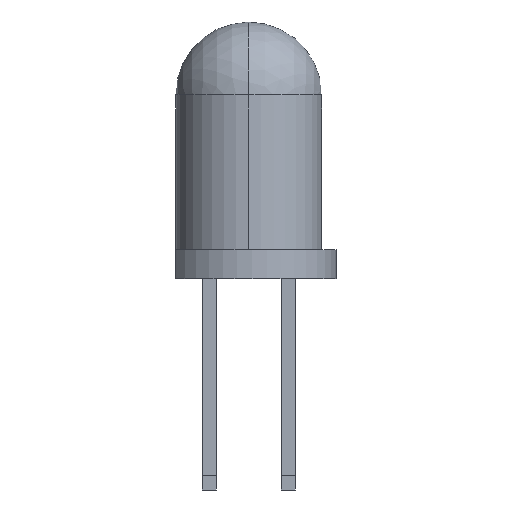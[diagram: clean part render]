
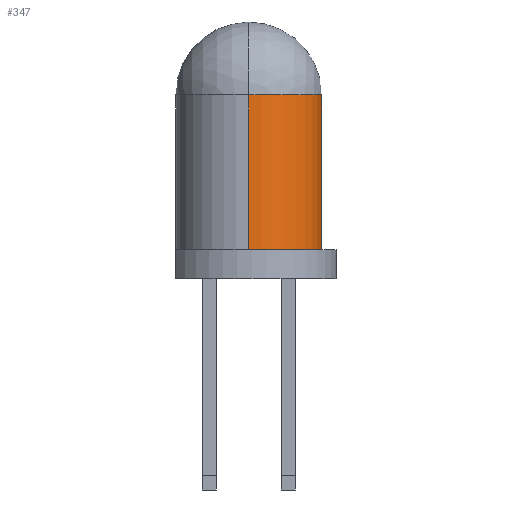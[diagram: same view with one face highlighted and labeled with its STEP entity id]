
A CAD part, front view. The second image highlights one B-rep face of the part: STEP entity #347.
In plain terms, the highlighted cylindrical face has radius 2.5 mm (diameter 5 mm), a partial arc.
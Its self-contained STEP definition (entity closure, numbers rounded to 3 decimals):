
#347 = ADVANCED_FACE('',(#348),#363,.T.);
#348 = FACE_BOUND('',#349,.T.);
#349 = EDGE_LOOP('',(#350,#408,#436,#465,#488));
#350 = ORIENTED_EDGE('',*,*,#351,.T.);
#351 = EDGE_CURVE('',#352,#354,#356,.T.);
#352 = VERTEX_POINT('',#353);
#353 = CARTESIAN_POINT('',(2.5,0.,6.3));
#354 = VERTEX_POINT('',#355);
#355 = CARTESIAN_POINT('',(0.,-2.5,6.3));
#356 = SURFACE_CURVE('',#357,(#362,#374),.PCURVE_S1.);
#357 = CIRCLE('',#358,2.5);
#358 = AXIS2_PLACEMENT_3D('',#359,#360,#361);
#359 = CARTESIAN_POINT('',(0.,0.,6.3));
#360 = DIRECTION('',(0.,0.,-1.));
#361 = DIRECTION('',(0.,1.,0.));
#362 = PCURVE('',#363,#368);
#363 = CYLINDRICAL_SURFACE('',#364,2.5);
#364 = AXIS2_PLACEMENT_3D('',#365,#366,#367);
#365 = CARTESIAN_POINT('',(0.,0.,1.));
#366 = DIRECTION('',(0.,0.,-1.));
#367 = DIRECTION('',(0.,1.,0.));
#368 = DEFINITIONAL_REPRESENTATION('',(#369),#373);
#369 = LINE('',#370,#371);
#370 = CARTESIAN_POINT('',(0.,-5.3));
#371 = VECTOR('',#372,1.);
#372 = DIRECTION('',(1.,0.));
#373 = ( GEOMETRIC_REPRESENTATION_CONTEXT(2) 
PARAMETRIC_REPRESENTATION_CONTEXT() REPRESENTATION_CONTEXT('2D SPACE',''
  ) );
#374 = PCURVE('',#375,#380);
#375 = SPHERICAL_SURFACE('',#376,2.5);
#376 = AXIS2_PLACEMENT_3D('',#377,#378,#379);
#377 = CARTESIAN_POINT('',(0.,0.,6.3));
#378 = DIRECTION('',(1.,0.,0.));
#379 = DIRECTION('',(0.,1.,0.));
#380 = DEFINITIONAL_REPRESENTATION('',(#381),#407);
#381 = B_SPLINE_CURVE_WITH_KNOTS('',3,(#382,#383,#384,#385,#386,#387,
    #388,#389,#390,#391,#392,#393,#394,#395,#396,#397,#398,#399,#400,
    #401,#402,#403,#404,#405,#406),.UNSPECIFIED.,.F.,.F.,(4,1,1,1,1,1,1,
    1,1,1,1,1,1,1,1,1,1,1,1,1,1,1,4),(1.571,1.642,
    1.714,1.785,1.856,1.928,
    1.999,2.071,2.142,2.213,
    2.285,2.356,2.428,2.499,
    2.57,2.642,2.713,2.785,
    2.856,2.927,2.999,3.07,
    3.142),.QUASI_UNIFORM_KNOTS.);
#382 = CARTESIAN_POINT('',(3.142,1.571));
#383 = CARTESIAN_POINT('',(3.142,1.547));
#384 = CARTESIAN_POINT('',(3.142,1.499));
#385 = CARTESIAN_POINT('',(3.142,1.428));
#386 = CARTESIAN_POINT('',(3.142,1.357));
#387 = CARTESIAN_POINT('',(3.142,1.285));
#388 = CARTESIAN_POINT('',(3.142,1.214));
#389 = CARTESIAN_POINT('',(3.142,1.142));
#390 = CARTESIAN_POINT('',(3.142,1.071));
#391 = CARTESIAN_POINT('',(3.142,1.));
#392 = CARTESIAN_POINT('',(3.142,0.928));
#393 = CARTESIAN_POINT('',(3.142,0.857));
#394 = CARTESIAN_POINT('',(3.142,0.785));
#395 = CARTESIAN_POINT('',(3.142,0.714));
#396 = CARTESIAN_POINT('',(3.142,0.643));
#397 = CARTESIAN_POINT('',(3.142,0.571));
#398 = CARTESIAN_POINT('',(3.142,0.5));
#399 = CARTESIAN_POINT('',(3.142,0.428));
#400 = CARTESIAN_POINT('',(3.142,0.357));
#401 = CARTESIAN_POINT('',(3.142,0.286));
#402 = CARTESIAN_POINT('',(3.142,0.214));
#403 = CARTESIAN_POINT('',(3.142,0.143));
#404 = CARTESIAN_POINT('',(3.142,0.071));
#405 = CARTESIAN_POINT('',(3.142,0.024));
#406 = CARTESIAN_POINT('',(3.142,0.));
#407 = ( GEOMETRIC_REPRESENTATION_CONTEXT(2) 
PARAMETRIC_REPRESENTATION_CONTEXT() REPRESENTATION_CONTEXT('2D SPACE',''
  ) );
#408 = ORIENTED_EDGE('',*,*,#409,.T.);
#409 = EDGE_CURVE('',#354,#410,#412,.T.);
#410 = VERTEX_POINT('',#411);
#411 = CARTESIAN_POINT('',(0.,-2.5,1.));
#412 = SURFACE_CURVE('',#413,(#417,#424),.PCURVE_S1.);
#413 = LINE('',#414,#415);
#414 = CARTESIAN_POINT('',(0.,-2.5,1.));
#415 = VECTOR('',#416,1.);
#416 = DIRECTION('',(0.,0.,-1.));
#417 = PCURVE('',#363,#418);
#418 = DEFINITIONAL_REPRESENTATION('',(#419),#423);
#419 = LINE('',#420,#421);
#420 = CARTESIAN_POINT('',(3.142,0.));
#421 = VECTOR('',#422,1.);
#422 = DIRECTION('',(0.,1.));
#423 = ( GEOMETRIC_REPRESENTATION_CONTEXT(2) 
PARAMETRIC_REPRESENTATION_CONTEXT() REPRESENTATION_CONTEXT('2D SPACE',''
  ) );
#424 = PCURVE('',#425,#430);
#425 = CYLINDRICAL_SURFACE('',#426,2.5);
#426 = AXIS2_PLACEMENT_3D('',#427,#428,#429);
#427 = CARTESIAN_POINT('',(0.,0.,1.));
#428 = DIRECTION('',(0.,0.,-1.));
#429 = DIRECTION('',(0.,1.,0.));
#430 = DEFINITIONAL_REPRESENTATION('',(#431),#435);
#431 = LINE('',#432,#433);
#432 = CARTESIAN_POINT('',(3.142,0.));
#433 = VECTOR('',#434,1.);
#434 = DIRECTION('',(0.,1.));
#435 = ( GEOMETRIC_REPRESENTATION_CONTEXT(2) 
PARAMETRIC_REPRESENTATION_CONTEXT() REPRESENTATION_CONTEXT('2D SPACE',''
  ) );
#436 = ORIENTED_EDGE('',*,*,#437,.T.);
#437 = EDGE_CURVE('',#410,#438,#440,.T.);
#438 = VERTEX_POINT('',#439);
#439 = CARTESIAN_POINT('',(0.,2.5,1.));
#440 = SURFACE_CURVE('',#441,(#446,#453),.PCURVE_S1.);
#441 = CIRCLE('',#442,2.5);
#442 = AXIS2_PLACEMENT_3D('',#443,#444,#445);
#443 = CARTESIAN_POINT('',(0.,0.,1.));
#444 = DIRECTION('',(0.,0.,1.));
#445 = DIRECTION('',(1.,0.,0.));
#446 = PCURVE('',#363,#447);
#447 = DEFINITIONAL_REPRESENTATION('',(#448),#452);
#448 = LINE('',#449,#450);
#449 = CARTESIAN_POINT('',(7.854,0.));
#450 = VECTOR('',#451,1.);
#451 = DIRECTION('',(-1.,0.));
#452 = ( GEOMETRIC_REPRESENTATION_CONTEXT(2) 
PARAMETRIC_REPRESENTATION_CONTEXT() REPRESENTATION_CONTEXT('2D SPACE',''
  ) );
#453 = PCURVE('',#454,#459);
#454 = PLANE('',#455);
#455 = AXIS2_PLACEMENT_3D('',#456,#457,#458);
#456 = CARTESIAN_POINT('',(0.,0.,1.));
#457 = DIRECTION('',(0.,0.,1.));
#458 = DIRECTION('',(1.,0.,0.));
#459 = DEFINITIONAL_REPRESENTATION('',(#460),#464);
#460 = CIRCLE('',#461,2.5);
#461 = AXIS2_PLACEMENT_2D('',#462,#463);
#462 = CARTESIAN_POINT('',(0.,0.));
#463 = DIRECTION('',(1.,0.));
#464 = ( GEOMETRIC_REPRESENTATION_CONTEXT(2) 
PARAMETRIC_REPRESENTATION_CONTEXT() REPRESENTATION_CONTEXT('2D SPACE',''
  ) );
#465 = ORIENTED_EDGE('',*,*,#466,.F.);
#466 = EDGE_CURVE('',#467,#438,#469,.T.);
#467 = VERTEX_POINT('',#468);
#468 = CARTESIAN_POINT('',(0.,2.5,6.3));
#469 = SURFACE_CURVE('',#470,(#474,#481),.PCURVE_S1.);
#470 = LINE('',#471,#472);
#471 = CARTESIAN_POINT('',(0.,2.5,1.));
#472 = VECTOR('',#473,1.);
#473 = DIRECTION('',(0.,0.,-1.));
#474 = PCURVE('',#363,#475);
#475 = DEFINITIONAL_REPRESENTATION('',(#476),#480);
#476 = LINE('',#477,#478);
#477 = CARTESIAN_POINT('',(0.,0.));
#478 = VECTOR('',#479,1.);
#479 = DIRECTION('',(0.,1.));
#480 = ( GEOMETRIC_REPRESENTATION_CONTEXT(2) 
PARAMETRIC_REPRESENTATION_CONTEXT() REPRESENTATION_CONTEXT('2D SPACE',''
  ) );
#481 = PCURVE('',#425,#482);
#482 = DEFINITIONAL_REPRESENTATION('',(#483),#487);
#483 = LINE('',#484,#485);
#484 = CARTESIAN_POINT('',(6.283,0.));
#485 = VECTOR('',#486,1.);
#486 = DIRECTION('',(0.,1.));
#487 = ( GEOMETRIC_REPRESENTATION_CONTEXT(2) 
PARAMETRIC_REPRESENTATION_CONTEXT() REPRESENTATION_CONTEXT('2D SPACE',''
  ) );
#488 = ORIENTED_EDGE('',*,*,#489,.T.);
#489 = EDGE_CURVE('',#467,#352,#490,.T.);
#490 = SURFACE_CURVE('',#491,(#496,#503),.PCURVE_S1.);
#491 = CIRCLE('',#492,2.5);
#492 = AXIS2_PLACEMENT_3D('',#493,#494,#495);
#493 = CARTESIAN_POINT('',(0.,0.,6.3));
#494 = DIRECTION('',(0.,0.,-1.));
#495 = DIRECTION('',(0.,1.,0.));
#496 = PCURVE('',#363,#497);
#497 = DEFINITIONAL_REPRESENTATION('',(#498),#502);
#498 = LINE('',#499,#500);
#499 = CARTESIAN_POINT('',(0.,-5.3));
#500 = VECTOR('',#501,1.);
#501 = DIRECTION('',(1.,0.));
#502 = ( GEOMETRIC_REPRESENTATION_CONTEXT(2) 
PARAMETRIC_REPRESENTATION_CONTEXT() REPRESENTATION_CONTEXT('2D SPACE',''
  ) );
#503 = PCURVE('',#375,#504);
#504 = DEFINITIONAL_REPRESENTATION('',(#505),#531);
#505 = B_SPLINE_CURVE_WITH_KNOTS('',3,(#506,#507,#508,#509,#510,#511,
    #512,#513,#514,#515,#516,#517,#518,#519,#520,#521,#522,#523,#524,
    #525,#526,#527,#528,#529,#530),.UNSPECIFIED.,.F.,.F.,(4,1,1,1,1,1,1,
    1,1,1,1,1,1,1,1,1,1,1,1,1,1,1,4),(0.,0.071,
    0.143,0.214,0.286,0.357,
    0.428,0.5,0.571,0.643,
    0.714,0.785,0.857,0.928,
    1.,1.071,1.142,1.214,
    1.285,1.357,1.428,1.499,
    1.571),.QUASI_UNIFORM_KNOTS.);
#506 = CARTESIAN_POINT('',(0.,0.));
#507 = CARTESIAN_POINT('',(0.,0.024));
#508 = CARTESIAN_POINT('',(0.,0.071));
#509 = CARTESIAN_POINT('',(0.,0.143));
#510 = CARTESIAN_POINT('',(0.,0.214));
#511 = CARTESIAN_POINT('',(0.,0.286));
#512 = CARTESIAN_POINT('',(0.,0.357));
#513 = CARTESIAN_POINT('',(0.,0.428));
#514 = CARTESIAN_POINT('',(0.,0.5));
#515 = CARTESIAN_POINT('',(0.,0.571));
#516 = CARTESIAN_POINT('',(0.,0.643));
#517 = CARTESIAN_POINT('',(0.,0.714));
#518 = CARTESIAN_POINT('',(0.,0.785));
#519 = CARTESIAN_POINT('',(0.,0.857));
#520 = CARTESIAN_POINT('',(0.,0.928));
#521 = CARTESIAN_POINT('',(0.,1.));
#522 = CARTESIAN_POINT('',(0.,1.071));
#523 = CARTESIAN_POINT('',(0.,1.142));
#524 = CARTESIAN_POINT('',(0.,1.214));
#525 = CARTESIAN_POINT('',(0.,1.285));
#526 = CARTESIAN_POINT('',(0.,1.357));
#527 = CARTESIAN_POINT('',(0.,1.428));
#528 = CARTESIAN_POINT('',(0.,1.499));
#529 = CARTESIAN_POINT('',(0.,1.547));
#530 = CARTESIAN_POINT('',(0.,1.571));
#531 = ( GEOMETRIC_REPRESENTATION_CONTEXT(2) 
PARAMETRIC_REPRESENTATION_CONTEXT() REPRESENTATION_CONTEXT('2D SPACE',''
  ) );
